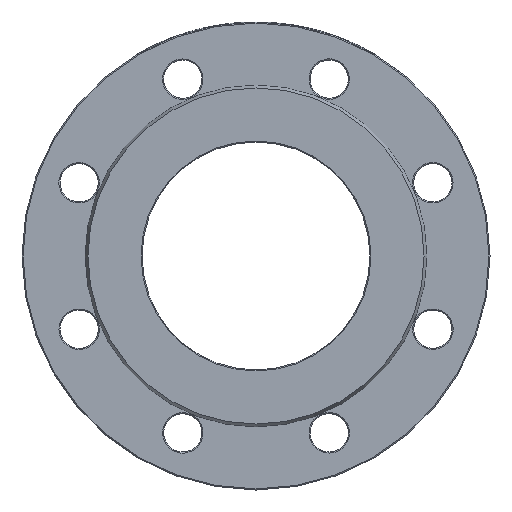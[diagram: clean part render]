
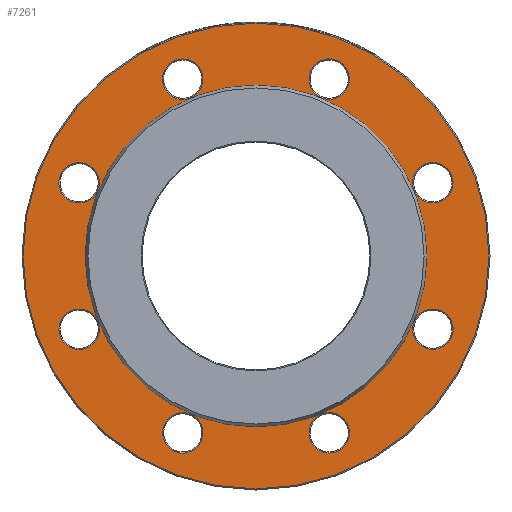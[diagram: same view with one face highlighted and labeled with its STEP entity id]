
A CAD part, left-side view. The second image highlights one B-rep face of the part: STEP entity #7261.
In plain terms, the highlighted planar face has unit normal (-1, 0, 0).
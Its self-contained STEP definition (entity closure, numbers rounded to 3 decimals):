
#14 = DIRECTION ( 'NONE',  ( 0., -1., 0. ) ) ;
#17 = CARTESIAN_POINT ( 'NONE',  ( 3., -83.149, -34.442 ) ) ;
#128 = AXIS2_PLACEMENT_3D ( 'NONE', #6464, #6502, #2206 ) ;
#142 = EDGE_LOOP ( 'NONE', ( #1957 ) ) ;
#176 = DIRECTION ( 'NONE',  ( 1., 0., 0. ) ) ;
#290 = CARTESIAN_POINT ( 'NONE',  ( 3., 43.942, 83.149 ) ) ;
#300 = CIRCLE ( 'NONE', #4937, 9.5 ) ;
#376 = ORIENTED_EDGE ( 'NONE', *, *, #5055, .T. ) ;
#389 = FACE_BOUND ( 'NONE', #3709, .T. ) ;
#503 = FACE_BOUND ( 'NONE', #6980, .T. ) ;
#515 = ORIENTED_EDGE ( 'NONE', *, *, #5202, .T. ) ;
#630 = EDGE_CURVE ( 'NONE', #5680, #5680, #2767, .T. ) ;
#654 = FACE_OUTER_BOUND ( 'NONE', #4257, .T. ) ;
#748 = EDGE_LOOP ( 'NONE', ( #7296 ) ) ;
#795 = CARTESIAN_POINT ( 'NONE',  ( 3., -27.724, 89.867 ) ) ;
#833 = CARTESIAN_POINT ( 'NONE',  ( 3., -89.867, -27.724 ) ) ;
#921 = CARTESIAN_POINT ( 'NONE',  ( 3., 83.149, -43.942 ) ) ;
#982 = EDGE_CURVE ( 'NONE', #5852, #5852, #6285, .T. ) ;
#1062 = ORIENTED_EDGE ( 'NONE', *, *, #7740, .T. ) ;
#1085 = FACE_BOUND ( 'NONE', #748, .T. ) ;
#1107 = DIRECTION ( 'NONE',  ( 0., 1., 0. ) ) ;
#1201 = DIRECTION ( 'NONE',  ( 1., 0., 0. ) ) ;
#1266 = CIRCLE ( 'NONE', #5904, 9.5 ) ;
#1351 = EDGE_CURVE ( 'NONE', #3864, #3864, #3513, .T. ) ;
#1445 = CARTESIAN_POINT ( 'NONE',  ( 3., 0., 0. ) ) ;
#1565 = EDGE_CURVE ( 'NONE', #7477, #7477, #4154, .T. ) ;
#1576 = CIRCLE ( 'NONE', #5955, 109.5 ) ;
#1694 = DIRECTION ( 'NONE',  ( 1., 0., 0. ) ) ;
#1698 = EDGE_CURVE ( 'NONE', #7656, #7656, #1266, .T. ) ;
#1957 = ORIENTED_EDGE ( 'NONE', *, *, #1565, .T. ) ;
#2174 = ORIENTED_EDGE ( 'NONE', *, *, #1698, .T. ) ;
#2206 = DIRECTION ( 'NONE',  ( 0., 0., 1. ) ) ;
#2224 = EDGE_LOOP ( 'NONE', ( #6700 ) ) ;
#2271 = FACE_BOUND ( 'NONE', #6497, .T. ) ;
#2326 = CARTESIAN_POINT ( 'NONE',  ( 3., 0., 80.336 ) ) ;
#2557 = VERTEX_POINT ( 'NONE', #3108 ) ;
#2767 = CIRCLE ( 'NONE', #7140, 9.5 ) ;
#2844 = DIRECTION ( 'NONE',  ( 1., 0., 0. ) ) ;
#2902 = FACE_BOUND ( 'NONE', #2224, .T. ) ;
#2905 = AXIS2_PLACEMENT_3D ( 'NONE', #3987, #3177, #7451 ) ;
#2938 = DIRECTION ( 'NONE',  ( 0., 0.707, -0.707 ) ) ;
#3044 = DIRECTION ( 'NONE',  ( 1., 0., 0. ) ) ;
#3108 = CARTESIAN_POINT ( 'NONE',  ( 3., 89.867, 27.724 ) ) ;
#3177 = DIRECTION ( 'NONE',  ( 1., 0., 0. ) ) ;
#3304 = CIRCLE ( 'NONE', #7679, 9.5 ) ;
#3321 = CARTESIAN_POINT ( 'NONE',  ( 3., -43.942, -83.149 ) ) ;
#3370 = VERTEX_POINT ( 'NONE', #795 ) ;
#3513 = CIRCLE ( 'NONE', #128, 80.336 ) ;
#3521 = ORIENTED_EDGE ( 'NONE', *, *, #1351, .F. ) ;
#3595 = DIRECTION ( 'NONE',  ( 1., 0., 0. ) ) ;
#3645 = ORIENTED_EDGE ( 'NONE', *, *, #6117, .T. ) ;
#3709 = EDGE_LOOP ( 'NONE', ( #3645 ) ) ;
#3864 = VERTEX_POINT ( 'NONE', #2326 ) ;
#3895 = CARTESIAN_POINT ( 'NONE',  ( 3., -34.442, -83.149 ) ) ;
#3917 = CIRCLE ( 'NONE', #5676, 9.5 ) ;
#3966 = FACE_BOUND ( 'NONE', #142, .T. ) ;
#3987 = CARTESIAN_POINT ( 'NONE',  ( 3., 83.149, -34.442 ) ) ;
#4154 = CIRCLE ( 'NONE', #2905, 9.5 ) ;
#4159 = FACE_BOUND ( 'NONE', #7573, .T. ) ;
#4257 = EDGE_LOOP ( 'NONE', ( #515 ) ) ;
#4403 = AXIS2_PLACEMENT_3D ( 'NONE', #7074, #6481, #1107 ) ;
#4407 = CARTESIAN_POINT ( 'NONE',  ( 3., -83.149, 43.942 ) ) ;
#4591 = VERTEX_POINT ( 'NONE', #833 ) ;
#4641 = CARTESIAN_POINT ( 'NONE',  ( 3., 34.442, -83.149 ) ) ;
#4666 = FACE_BOUND ( 'NONE', #7609, .T. ) ;
#4719 = DIRECTION ( 'NONE',  ( 1., 0., 0. ) ) ;
#4725 = DIRECTION ( 'NONE',  ( 0., 0., 1. ) ) ;
#4783 = CARTESIAN_POINT ( 'NONE',  ( 3., 80.336, 0. ) ) ;
#4821 = PLANE ( 'NONE',  #6185 ) ;
#4937 = AXIS2_PLACEMENT_3D ( 'NONE', #17, #3044, #5438 ) ;
#5055 = EDGE_CURVE ( 'NONE', #2557, #2557, #7339, .T. ) ;
#5098 = ORIENTED_EDGE ( 'NONE', *, *, #982, .T. ) ;
#5202 = EDGE_CURVE ( 'NONE', #7348, #7348, #1576, .T. ) ;
#5206 = AXIS2_PLACEMENT_3D ( 'NONE', #7211, #1201, #2938 ) ;
#5342 = EDGE_CURVE ( 'NONE', #4591, #4591, #300, .T. ) ;
#5438 = DIRECTION ( 'NONE',  ( 0., -0.707, 0.707 ) ) ;
#5676 = AXIS2_PLACEMENT_3D ( 'NONE', #7031, #2844, #4725 ) ;
#5680 = VERTEX_POINT ( 'NONE', #7696 ) ;
#5852 = VERTEX_POINT ( 'NONE', #290 ) ;
#5904 = AXIS2_PLACEMENT_3D ( 'NONE', #3895, #176, #14 ) ;
#5955 = AXIS2_PLACEMENT_3D ( 'NONE', #1445, #7285, #6849 ) ;
#5962 = EDGE_LOOP ( 'NONE', ( #376 ) ) ;
#6117 = EDGE_CURVE ( 'NONE', #6171, #6171, #3917, .T. ) ;
#6171 = VERTEX_POINT ( 'NONE', #4407 ) ;
#6185 = AXIS2_PLACEMENT_3D ( 'NONE', #4783, #3595, #7245 ) ;
#6208 = CARTESIAN_POINT ( 'NONE',  ( 3., 0., -109.5 ) ) ;
#6262 = DIRECTION ( 'NONE',  ( 0., 0.707, 0.707 ) ) ;
#6285 = CIRCLE ( 'NONE', #4403, 9.5 ) ;
#6356 = FACE_BOUND ( 'NONE', #5962, .T. ) ;
#6464 = CARTESIAN_POINT ( 'NONE',  ( 3., 0., 0. ) ) ;
#6481 = DIRECTION ( 'NONE',  ( 1., 0., 0. ) ) ;
#6497 = EDGE_LOOP ( 'NONE', ( #5098 ) ) ;
#6502 = DIRECTION ( 'NONE',  ( -1., 0., 0. ) ) ;
#6700 = ORIENTED_EDGE ( 'NONE', *, *, #630, .T. ) ;
#6849 = DIRECTION ( 'NONE',  ( 0., 0., -1. ) ) ;
#6879 = CARTESIAN_POINT ( 'NONE',  ( 3., -34.442, 83.149 ) ) ;
#6980 = EDGE_LOOP ( 'NONE', ( #2174 ) ) ;
#7027 = DIRECTION ( 'NONE',  ( 0., -0.707, -0.707 ) ) ;
#7031 = CARTESIAN_POINT ( 'NONE',  ( 3., -83.149, 34.442 ) ) ;
#7074 = CARTESIAN_POINT ( 'NONE',  ( 3., 34.442, 83.149 ) ) ;
#7140 = AXIS2_PLACEMENT_3D ( 'NONE', #4641, #4719, #7027 ) ;
#7211 = CARTESIAN_POINT ( 'NONE',  ( 3., 83.149, 34.442 ) ) ;
#7245 = DIRECTION ( 'NONE',  ( 0., 0., -1. ) ) ;
#7261 = ADVANCED_FACE ( 'NONE', ( #6356, #2271, #4666, #389, #1085, #503, #2902, #3966, #654, #4159 ), #4821, .F. ) ;
#7285 = DIRECTION ( 'NONE',  ( -1., 0., 0. ) ) ;
#7296 = ORIENTED_EDGE ( 'NONE', *, *, #5342, .T. ) ;
#7339 = CIRCLE ( 'NONE', #5206, 9.5 ) ;
#7348 = VERTEX_POINT ( 'NONE', #6208 ) ;
#7451 = DIRECTION ( 'NONE',  ( 0., 0., -1. ) ) ;
#7477 = VERTEX_POINT ( 'NONE', #921 ) ;
#7573 = EDGE_LOOP ( 'NONE', ( #3521 ) ) ;
#7609 = EDGE_LOOP ( 'NONE', ( #1062 ) ) ;
#7656 = VERTEX_POINT ( 'NONE', #3321 ) ;
#7679 = AXIS2_PLACEMENT_3D ( 'NONE', #6879, #1694, #6262 ) ;
#7696 = CARTESIAN_POINT ( 'NONE',  ( 3., 27.724, -89.867 ) ) ;
#7740 = EDGE_CURVE ( 'NONE', #3370, #3370, #3304, .T. ) ;
